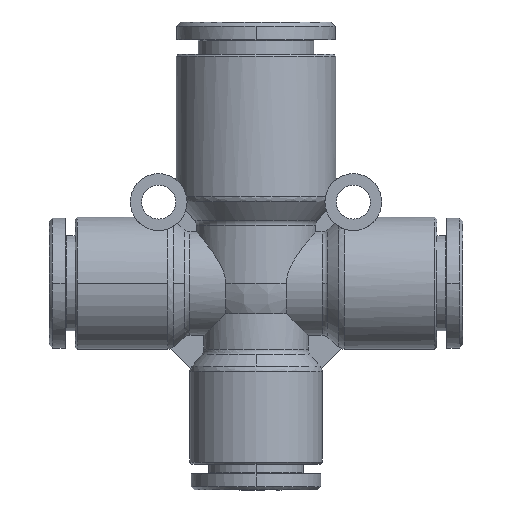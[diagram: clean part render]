
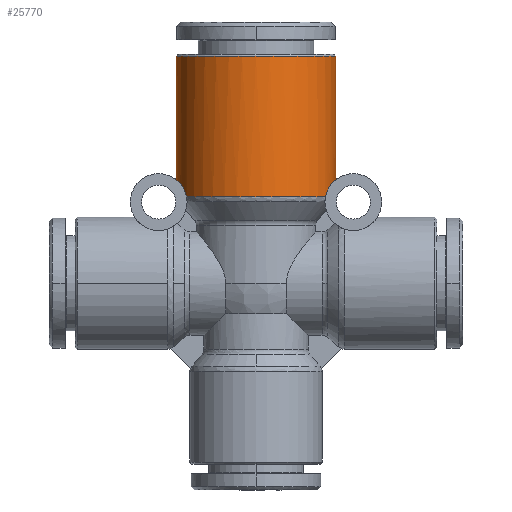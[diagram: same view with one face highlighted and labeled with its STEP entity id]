
A CAD part, front view. The second image highlights one B-rep face of the part: STEP entity #25770.
In plain terms, the highlighted cylindrical face has radius 9.85 mm (diameter 19.7 mm), a partial arc.
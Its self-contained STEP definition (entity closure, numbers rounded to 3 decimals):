
#1134 = CARTESIAN_POINT ( 'NONE',  ( -1.019, -3.866, -9.062 ) ) ;
#1694 = CARTESIAN_POINT ( 'NONE',  ( -1.83, -4.676, -8.671 ) ) ;
#1983 = CARTESIAN_POINT ( 'NONE',  ( 5.372, 0., 0. ) ) ;
#2448 = CARTESIAN_POINT ( 'NONE',  ( -0.167, 0., 9.85 ) ) ;
#3351 = CARTESIAN_POINT ( 'NONE',  ( -2.264, -4.867, -8.564 ) ) ;
#3952 = LINE ( 'NONE', #44321, #34836 ) ;
#3978 = VERTEX_POINT ( 'NONE', #46010 ) ;
#4446 = AXIS2_PLACEMENT_3D ( 'NONE', #47894, #42737, #51768 ) ;
#4495 = CARTESIAN_POINT ( 'NONE',  ( -0.318, -1.904, 9.667 ) ) ;
#4874 = CARTESIAN_POINT ( 'NONE',  ( -1.551, -4.464, 8.781 ) ) ;
#4985 = CARTESIAN_POINT ( 'NONE',  ( 5.372, 0., -9.85 ) ) ;
#5859 = ORIENTED_EDGE ( 'NONE', *, *, #11648, .F. ) ;
#8114 = DIRECTION ( 'NONE',  ( 0., 0., -1. ) ) ;
#9281 = CARTESIAN_POINT ( 'NONE',  ( -1.02, -3.866, 9.062 ) ) ;
#10500 = CARTESIAN_POINT ( 'NONE',  ( -1.457, -4.393, -8.818 ) ) ;
#10790 = DIRECTION ( 'NONE',  ( 1., 0., 0. ) ) ;
#10824 = VERTEX_POINT ( 'NONE', #2448 ) ;
#11648 = EDGE_CURVE ( 'NONE', #10824, #24659, #3952, .T. ) ;
#11800 = B_SPLINE_CURVE_WITH_KNOTS ( 'NONE', 3,
 ( #51902, #30597, #22313, #35947, #4495, #48578, #31160, #43992, #52993, #35188, #9281, #40143, #48392, #48780, #4874, #52803, #31343, #17915 ),
 .UNSPECIFIED., .F., .F.,
 ( 4, 2, 2, 2, 2, 2, 2, 2, 4 ),
 ( 0.006, 0.007, 0.008, 0.009, 0.009, 0.01, 0.011, 0.011, 0.012 ),
 .UNSPECIFIED. ) ;
#12719 = FACE_OUTER_BOUND ( 'NONE', #32926, .T. ) ;
#13768 = DIRECTION ( 'NONE',  ( 1., 0., 0. ) ) ;
#14506 = CARTESIAN_POINT ( 'NONE',  ( -0.167, 0., -9.85 ) ) ;
#14706 = CARTESIAN_POINT ( 'NONE',  ( -0.281, -1.671, -9.71 ) ) ;
#14892 = EDGE_CURVE ( 'NONE', #28289, #31413, #23190, .T. ) ;
#15185 = B_SPLINE_CURVE_WITH_KNOTS ( 'NONE', 3,
 ( #27784, #19125, #1694, #10500, #18763, #1134, #49262, #23172, #40438, #53841, #31835, #36782, #14706, #41197, #45401, #44651 ),
 .UNSPECIFIED., .F., .F.,
 ( 4, 2, 2, 2, 2, 2, 2, 4 ),
 ( -0.006, -0.005, -0.004, -0.004, -0.003, -0.002, -0.001, 0. ),
 .UNSPECIFIED. ) ;
#16230 = EDGE_CURVE ( 'NONE', #3978, #48150, #21667, .T. ) ;
#17915 = CARTESIAN_POINT ( 'NONE',  ( -2.264, -4.867, 8.564 ) ) ;
#18461 = CARTESIAN_POINT ( 'NONE',  ( 15.072, 0., 9.85 ) ) ;
#18763 = CARTESIAN_POINT ( 'NONE',  ( -1.298, -4.228, -8.899 ) ) ;
#19125 = CARTESIAN_POINT ( 'NONE',  ( -2.035, -4.789, -8.608 ) ) ;
#21667 = CIRCLE ( 'NONE', #4446, 9.85 ) ;
#22313 = CARTESIAN_POINT ( 'NONE',  ( -0.193, -0.965, 9.814 ) ) ;
#23172 = CARTESIAN_POINT ( 'NONE',  ( -0.699, -3.255, -9.299 ) ) ;
#23190 = LINE ( 'NONE', #4985, #42406 ) ;
#23298 = ORIENTED_EDGE ( 'NONE', *, *, #14892, .T. ) ;
#23640 = EDGE_CURVE ( 'NONE', #48150, #28289, #15185, .T. ) ;
#24659 = VERTEX_POINT ( 'NONE', #18461 ) ;
#25770 = ADVANCED_FACE ( 'NONE', ( #12719 ), #34038, .T. ) ;
#27053 = CIRCLE ( 'NONE', #37480, 9.85 ) ;
#27784 = CARTESIAN_POINT ( 'NONE',  ( -2.264, -4.867, -8.564 ) ) ;
#28289 = VERTEX_POINT ( 'NONE', #14506 ) ;
#29094 = ORIENTED_EDGE ( 'NONE', *, *, #16230, .T. ) ;
#30597 = CARTESIAN_POINT ( 'NONE',  ( -0.167, -0.486, 9.85 ) ) ;
#31160 = CARTESIAN_POINT ( 'NONE',  ( -0.472, -2.596, 9.504 ) ) ;
#31343 = CARTESIAN_POINT ( 'NONE',  ( -2.035, -4.789, 8.608 ) ) ;
#31396 = EDGE_CURVE ( 'NONE', #10824, #3978, #11800, .T. ) ;
#31413 = VERTEX_POINT ( 'NONE', #35379 ) ;
#31690 = DIRECTION ( 'NONE',  ( 1., 0., 0. ) ) ;
#31835 = CARTESIAN_POINT ( 'NONE',  ( -0.414, -2.367, -9.564 ) ) ;
#32695 = ORIENTED_EDGE ( 'NONE', *, *, #31396, .T. ) ;
#32926 = EDGE_LOOP ( 'NONE', ( #5859, #32695, #29094, #42739, #23298, #41662 ) ) ;
#34038 = CYLINDRICAL_SURFACE ( 'NONE', #54331, 9.85 ) ;
#34836 = VECTOR ( 'NONE', #31690, 1000. ) ;
#35188 = CARTESIAN_POINT ( 'NONE',  ( -0.901, -3.668, 9.144 ) ) ;
#35379 = CARTESIAN_POINT ( 'NONE',  ( 15.072, 0., -9.85 ) ) ;
#35947 = CARTESIAN_POINT ( 'NONE',  ( -0.281, -1.671, 9.71 ) ) ;
#36303 = EDGE_CURVE ( 'NONE', #31413, #24659, #27053, .T. ) ;
#36782 = CARTESIAN_POINT ( 'NONE',  ( -0.318, -1.904, -9.667 ) ) ;
#37480 = AXIS2_PLACEMENT_3D ( 'NONE', #51474, #51671, #8114 ) ;
#38597 = DIRECTION ( 'NONE',  ( 0., 0., -1. ) ) ;
#40143 = CARTESIAN_POINT ( 'NONE',  ( -1.228, -4.137, 8.94 ) ) ;
#40438 = CARTESIAN_POINT ( 'NONE',  ( -0.615, -3.041, -9.372 ) ) ;
#41197 = CARTESIAN_POINT ( 'NONE',  ( -0.193, -0.965, -9.814 ) ) ;
#41662 = ORIENTED_EDGE ( 'NONE', *, *, #36303, .T. ) ;
#42406 = VECTOR ( 'NONE', #13768, 1000. ) ;
#42737 = DIRECTION ( 'NONE',  ( 1., 0., 0. ) ) ;
#42739 = ORIENTED_EDGE ( 'NONE', *, *, #23640, .T. ) ;
#43992 = CARTESIAN_POINT ( 'NONE',  ( -0.615, -3.04, 9.372 ) ) ;
#44321 = CARTESIAN_POINT ( 'NONE',  ( 5.372, 0., 9.85 ) ) ;
#44651 = CARTESIAN_POINT ( 'NONE',  ( -0.167, 0., -9.85 ) ) ;
#45401 = CARTESIAN_POINT ( 'NONE',  ( -0.167, -0.486, -9.85 ) ) ;
#46010 = CARTESIAN_POINT ( 'NONE',  ( -2.264, -4.867, 8.564 ) ) ;
#47894 = CARTESIAN_POINT ( 'NONE',  ( -2.264, 0., 0. ) ) ;
#48150 = VERTEX_POINT ( 'NONE', #3351 ) ;
#48392 = CARTESIAN_POINT ( 'NONE',  ( -1.303, -4.223, 8.899 ) ) ;
#48578 = CARTESIAN_POINT ( 'NONE',  ( -0.414, -2.366, 9.564 ) ) ;
#48780 = CARTESIAN_POINT ( 'NONE',  ( -1.464, -4.386, 8.82 ) ) ;
#49262 = CARTESIAN_POINT ( 'NONE',  ( -0.9, -3.667, -9.145 ) ) ;
#51474 = CARTESIAN_POINT ( 'NONE',  ( 15.072, 0., 0. ) ) ;
#51671 = DIRECTION ( 'NONE',  ( -1., 0., 0. ) ) ;
#51768 = DIRECTION ( 'NONE',  ( 0., 0., -1. ) ) ;
#51902 = CARTESIAN_POINT ( 'NONE',  ( -0.167, 0., 9.85 ) ) ;
#52803 = CARTESIAN_POINT ( 'NONE',  ( -1.828, -4.675, 8.672 ) ) ;
#52993 = CARTESIAN_POINT ( 'NONE',  ( -0.698, -3.255, 9.299 ) ) ;
#53841 = CARTESIAN_POINT ( 'NONE',  ( -0.472, -2.597, -9.504 ) ) ;
#54331 = AXIS2_PLACEMENT_3D ( 'NONE', #1983, #10790, #38597 ) ;
